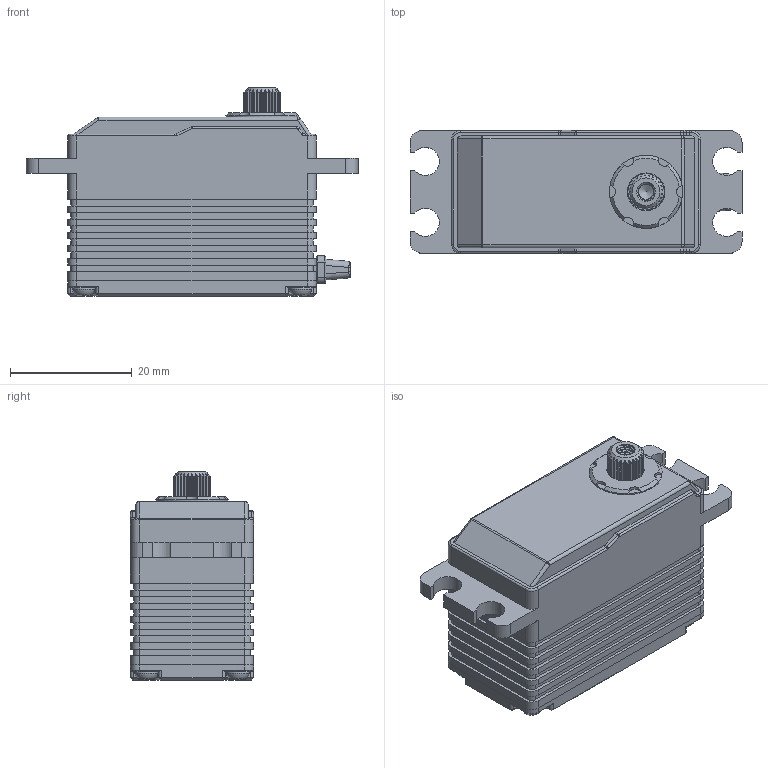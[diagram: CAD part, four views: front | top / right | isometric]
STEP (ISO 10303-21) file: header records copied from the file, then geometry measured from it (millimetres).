
FILE_DESCRIPTION(/* description */ ('STEP AP242','CAx-IF Rec.Pracs.---Representation and Presentation of Product Manufacturing Information (PMI)---4.0---2014-10-13','CAx-IF Rec.Pracs.---3D Tessellated Geometry---0.4---2014-09-14','2;1'),/* implementation_level */ '2;1');
FILE_NAME(/* name */ '63ea4650f8c9233a0f3d6b86',/* time_stamp */ '2023-02-13T14:16:51+00:00',/* author */ (''),/* organization */ (''),/* preprocessor_version */ 'ST-DEVELOPER v18.102',/* originating_system */ ' ',/* authorisation */ ' ');
FILE_SCHEMA (('AP242_MANAGED_MODEL_BASED_3D_ENGINEERING_MIM_LF { 1 0 10303 442 1 1 4 }'));
Products named in the file (10): Axon Mini; DDJ-STDLOW2-M2H-CNC; DDJ-STDLOW2-B-CNC; DDJ-STDLOW-LUOSI_3; DDJ-STDLOW-ZHOUCHENG; DDJ-STDLOW-LUOSI; DDJ-XT-22-3P; DDJ-STDLOW-LUOSI_1; DDJ-STDLOW-LUOSI_2; DDJ-STDLOW-GEAR6
Assembly tree (9 placements, depth 2):
  Axon Mini
    DDJ-STDLOW2-M2H-CNC
    DDJ-STDLOW2-B-CNC
    DDJ-STDLOW-LUOSI_3
    DDJ-STDLOW-ZHOUCHENG
    DDJ-STDLOW-LUOSI
    DDJ-XT-22-3P
    DDJ-STDLOW-LUOSI_1
    DDJ-STDLOW-LUOSI_2
    DDJ-STDLOW-GEAR6
Bounding box: 54.5 x 20.2 x 34.2 mm (x, y, z)
Volume: 23385.2 mm3; surface area: 12465 mm2
Topology: 9 solids, 16 shells, 1565 faces, 4195 edges, 2707 vertices
Faces by surface type: cylinder 813, plane 439, bspline 171, torus 68, cone 66, sphere 8
Full cylindrical faces by diameter (mm): 1.2 x1, 1.4 x100, 1.6 x2, 2 x2, 2.1 x4, 2.52 x11, 2.8 x4, 3.2 x1, 3.6 x1, 6 x2, 6.2 x1, 7 x3, 8 x1, 9 x2, 9.4 x1, 10 x3, 12 x2
Entity records: 58818 total; most frequent: CARTESIAN_POINT 21875, ORIENTED_EDGE 7562, DIRECTION 7437, EDGE_CURVE 3781, AXIS2_PLACEMENT_3D 2847, VERTEX_POINT 2464, LINE 1743, VECTOR 1743
